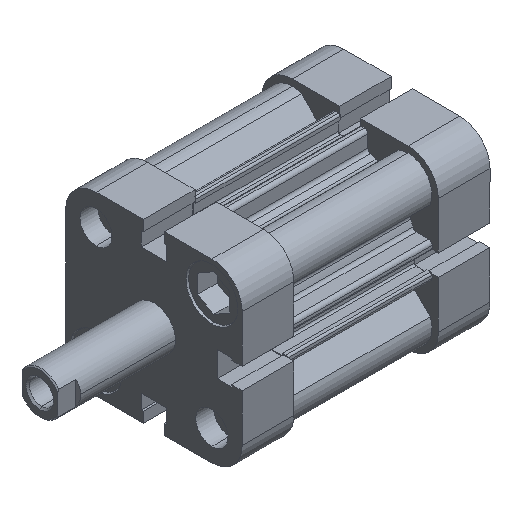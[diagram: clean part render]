
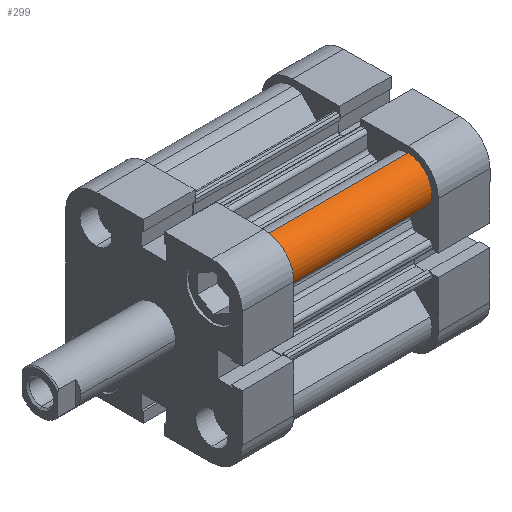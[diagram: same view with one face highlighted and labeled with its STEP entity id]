
A CAD part, isometric view. The second image highlights one B-rep face of the part: STEP entity #299.
In plain terms, the highlighted cylindrical face has radius 6.75 mm (diameter 13.5 mm), a partial arc.
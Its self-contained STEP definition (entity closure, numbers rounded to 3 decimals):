
#299 = ADVANCED_FACE ( 'NONE', ( #6385 ), #6388, .T. ) ;
#830 = EDGE_CURVE ( 'NONE', #4072, #4074, #7173, .T. ) ;
#839 = EDGE_CURVE ( 'NONE', #4071, #4073, #7184, .T. ) ;
#873 = EDGE_CURVE ( 'NONE', #4071, #4072, #7239, .T. ) ;
#890 = EDGE_CURVE ( 'NONE', #4073, #4074, #7262, .T. ) ;
#1259 = AXIS2_PLACEMENT_3D ( 'NONE', #4482, #4481, #4480 ) ;
#1607 = AXIS2_PLACEMENT_3D ( 'NONE', #2379, #2386, #2387 ) ;
#1612 = AXIS2_PLACEMENT_3D ( 'NONE', #2422, #2430, #2431 ) ;
#2279 = CARTESIAN_POINT ( 'NONE',  ( -13.633, -22.472, 40.5 ) ) ;
#2280 = DIRECTION ( 'NONE',  ( 0., 0., -1. ) ) ;
#2295 = CARTESIAN_POINT ( 'NONE',  ( -23., -16.25, 40.5 ) ) ;
#2303 = DIRECTION ( 'NONE',  ( 0., 0., -1. ) ) ;
#2379 = CARTESIAN_POINT ( 'NONE',  ( -16.25, -16.25, 40.5 ) ) ;
#2386 = DIRECTION ( 'NONE',  ( 0., 0., 1. ) ) ;
#2387 = DIRECTION ( 'NONE',  ( -1., 0., 0. ) ) ;
#2422 = CARTESIAN_POINT ( 'NONE',  ( -16.25, -16.25, 0. ) ) ;
#2430 = DIRECTION ( 'NONE',  ( 0., 0., 1. ) ) ;
#2431 = DIRECTION ( 'NONE',  ( -1., 0., 0. ) ) ;
#3459 = CARTESIAN_POINT ( 'NONE',  ( -23., -16.25, 40.5 ) ) ;
#3460 = CARTESIAN_POINT ( 'NONE',  ( -13.633, -22.472, 40.5 ) ) ;
#3461 = CARTESIAN_POINT ( 'NONE',  ( -23., -16.25, 0. ) ) ;
#3462 = CARTESIAN_POINT ( 'NONE',  ( -13.633, -22.472, 0. ) ) ;
#4071 = VERTEX_POINT ( 'NONE', #3459 ) ;
#4072 = VERTEX_POINT ( 'NONE', #3460 ) ;
#4073 = VERTEX_POINT ( 'NONE', #3461 ) ;
#4074 = VERTEX_POINT ( 'NONE', #3462 ) ;
#4480 = DIRECTION ( 'NONE',  ( -1., 0., 0. ) ) ;
#4481 = DIRECTION ( 'NONE',  ( 0., 0., -1. ) ) ;
#4482 = CARTESIAN_POINT ( 'NONE',  ( -16.25, -16.25, 40.5 ) ) ;
#5315 = ORIENTED_EDGE ( 'NONE', *, *, #873, .F. ) ;
#5316 = ORIENTED_EDGE ( 'NONE', *, *, #839, .T. ) ;
#5317 = ORIENTED_EDGE ( 'NONE', *, *, #890, .T. ) ;
#5318 = ORIENTED_EDGE ( 'NONE', *, *, #830, .F. ) ;
#6227 = EDGE_LOOP ( 'NONE', ( #5315, #5316, #5317, #5318 ) ) ;
#6385 = FACE_OUTER_BOUND ( 'NONE', #6227, .T. ) ;
#6388 = CYLINDRICAL_SURFACE ( 'NONE', #1259, 6.75 ) ;
#7173 = LINE ( 'NONE', #2279, #7174 ) ;
#7174 = VECTOR ( 'NONE', #2280, 1000. ) ;
#7184 = LINE ( 'NONE', #2295, #7186 ) ;
#7186 = VECTOR ( 'NONE', #2303, 1000. ) ;
#7239 = CIRCLE ( 'NONE', #1607, 6.75 ) ;
#7262 = CIRCLE ( 'NONE', #1612, 6.75 ) ;
